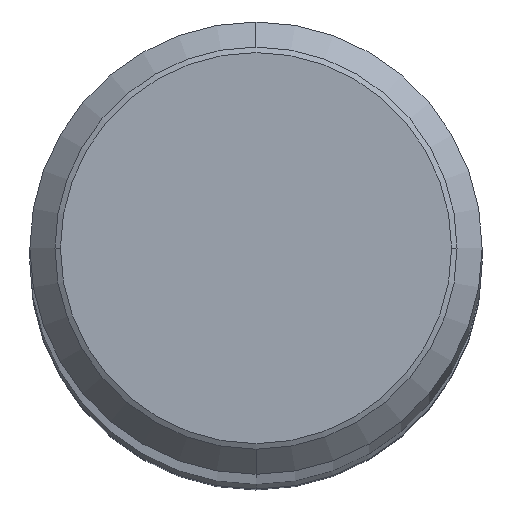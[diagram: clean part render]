
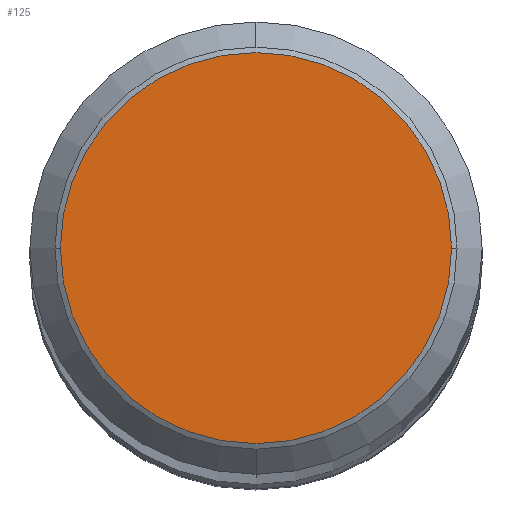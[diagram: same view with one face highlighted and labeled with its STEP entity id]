
A CAD part, top view. The second image highlights one B-rep face of the part: STEP entity #125.
In plain terms, the highlighted planar face has unit normal (0, 0, 1).
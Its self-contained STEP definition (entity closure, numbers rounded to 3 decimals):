
#125=ADVANCED_FACE('',(#317),#318,.T.);
#207=EDGE_CURVE('',#219,#247,#412,.T.);
#213=EDGE_CURVE('',#247,#219,#418,.T.);
#219=VERTEX_POINT('',#425);
#247=VERTEX_POINT('',#455);
#317=FACE_OUTER_BOUND('',#519,.T.);
#318=PLANE('',#520);
#412=CIRCLE('',#642,8.647);
#418=CIRCLE('',#652,8.647);
#425=CARTESIAN_POINT('',(8.647,0.,374.25));
#455=CARTESIAN_POINT('',(-8.647,0.,374.25));
#519=EDGE_LOOP('',(#771,#772));
#520=AXIS2_PLACEMENT_3D('',#773,#774,#775);
#642=AXIS2_PLACEMENT_3D('',#928,#929,#930);
#652=AXIS2_PLACEMENT_3D('',#935,#936,#937);
#771=ORIENTED_EDGE('',*,*,#213,.T.);
#772=ORIENTED_EDGE('',*,*,#207,.T.);
#773=CARTESIAN_POINT('',(0.,-4.375,374.25));
#774=DIRECTION('',(0.0,0.0,1.0));
#775=DIRECTION('',(0.,-1.0,0.0));
#928=CARTESIAN_POINT('',(0.,0.0,374.25));
#929=DIRECTION('',(0.0,0.0,1.0));
#930=DIRECTION('',(-1.0,0.,0.0));
#935=CARTESIAN_POINT('',(0.,0.0,374.25));
#936=DIRECTION('',(0.0,0.0,1.0));
#937=DIRECTION('',(-1.0,0.,0.0));
